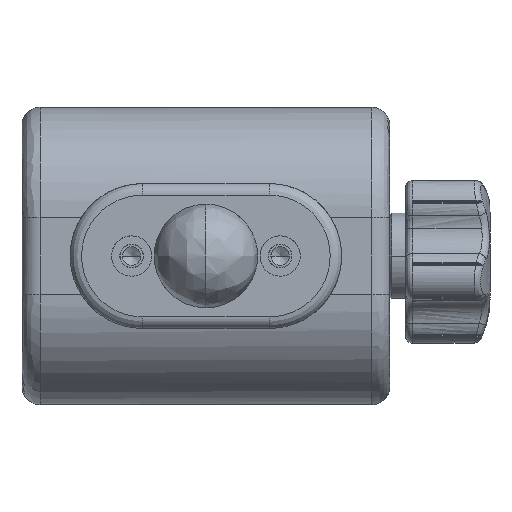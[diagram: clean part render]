
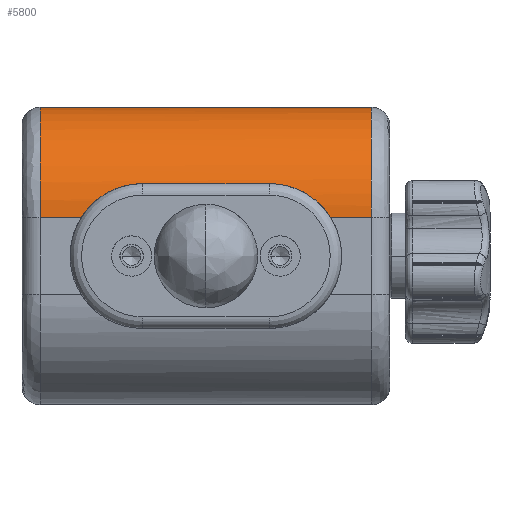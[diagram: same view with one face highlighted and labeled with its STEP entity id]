
A CAD part, left-side view. The second image highlights one B-rep face of the part: STEP entity #5800.
In plain terms, the highlighted free-form (B-spline) face has degree [2, 1] with [3, 2] control points.
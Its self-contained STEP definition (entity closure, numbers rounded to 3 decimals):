
#3268 = VERTEX_POINT('',#3269);
#3269 = CARTESIAN_POINT('',(116.399,64.762,15.003
    ));
#3276 = EDGE_CURVE('',#3277,#3268,#3279,.T.);
#3277 = VERTEX_POINT('',#3278);
#3278 = CARTESIAN_POINT('',(116.399,-64.762,15.003
    ));
#3279 = B_SPLINE_CURVE_WITH_KNOTS('',1,(#3280,#3281),.UNSPECIFIED.,.F.,
  .F.,(2,2),(0.,91.44),.PIECEWISE_BEZIER_KNOTS.);
#3280 = CARTESIAN_POINT('',(116.399,-64.762,15.003
    ));
#3281 = CARTESIAN_POINT('',(116.399,64.762,15.003
    ));
#3996 = VERTEX_POINT('',#3997);
#3997 = CARTESIAN_POINT('',(159.574,-64.762,
    58.177));
#5512 = VERTEX_POINT('',#5513);
#5513 = CARTESIAN_POINT('',(159.574,64.762,
    58.177));
#5557 = EDGE_CURVE('',#3996,#5512,#5558,.T.);
#5558 = B_SPLINE_CURVE_WITH_KNOTS('',1,(#5559,#5560),.UNSPECIFIED.,.F.,
  .F.,(2,2),(0.,91.44),.PIECEWISE_BEZIER_KNOTS.);
#5559 = CARTESIAN_POINT('',(159.574,-64.762,
    58.177));
#5560 = CARTESIAN_POINT('',(159.574,64.762,
    58.177));
#5800 = ADVANCED_FACE('',(#5801),#5817,.T.);
#5801 = FACE_BOUND('',#5802,.T.);
#5802 = EDGE_LOOP('',(#5803,#5809,#5810,#5816));
#5803 = ORIENTED_EDGE('',*,*,#5804,.F.);
#5804 = EDGE_CURVE('',#3996,#3277,#5805,.T.);
#5805 = ( BOUNDED_CURVE() B_SPLINE_CURVE(2,(#5806,#5807,#5808),
.UNSPECIFIED.,.F.,.F.) B_SPLINE_CURVE_WITH_KNOTS((3,3),(0.,
1.571),.PIECEWISE_BEZIER_KNOTS.) CURVE() 
GEOMETRIC_REPRESENTATION_ITEM() RATIONAL_B_SPLINE_CURVE((1.,
0.707,1.)) REPRESENTATION_ITEM('') );
#5806 = CARTESIAN_POINT('',(159.574,-64.762,
    58.177));
#5807 = CARTESIAN_POINT('',(116.399,-64.762,58.177
    ));
#5808 = CARTESIAN_POINT('',(116.399,-64.762,15.003
    ));
#5809 = ORIENTED_EDGE('',*,*,#5557,.T.);
#5810 = ORIENTED_EDGE('',*,*,#5811,.F.);
#5811 = EDGE_CURVE('',#3268,#5512,#5812,.T.);
#5812 = ( BOUNDED_CURVE() B_SPLINE_CURVE(2,(#5813,#5814,#5815),
.UNSPECIFIED.,.F.,.F.) B_SPLINE_CURVE_WITH_KNOTS((3,3),(0.,
1.571),.PIECEWISE_BEZIER_KNOTS.) CURVE() 
GEOMETRIC_REPRESENTATION_ITEM() RATIONAL_B_SPLINE_CURVE((1.,
0.707,1.)) REPRESENTATION_ITEM('') );
#5813 = CARTESIAN_POINT('',(116.399,64.762,15.003
    ));
#5814 = CARTESIAN_POINT('',(116.399,64.762,58.177
    ));
#5815 = CARTESIAN_POINT('',(159.574,64.762,
    58.177));
#5816 = ORIENTED_EDGE('',*,*,#3276,.F.);
#5817 = ( BOUNDED_SURFACE() B_SPLINE_SURFACE(2,1,(
    (#5818,#5819)
    ,(#5820,#5821)
    ,(#5822,#5823
)),.UNSPECIFIED.,.F.,.F.,.F.) B_SPLINE_SURFACE_WITH_KNOTS((3,3),(2,2),(
    0.,1.571),(137.526,228.966),.PIECEWISE_BEZIER_KNOTS.) 
GEOMETRIC_REPRESENTATION_ITEM() RATIONAL_B_SPLINE_SURFACE((
    (1.,1.)
    ,(0.707,0.707)
,(1.,1.))) REPRESENTATION_ITEM('') SURFACE() );
#5818 = CARTESIAN_POINT('',(116.399,-64.762,15.003
    ));
#5819 = CARTESIAN_POINT('',(116.399,64.762,15.003
    ));
#5820 = CARTESIAN_POINT('',(116.399,-64.762,58.177
    ));
#5821 = CARTESIAN_POINT('',(116.399,64.762,58.177
    ));
#5822 = CARTESIAN_POINT('',(159.574,-64.762,
    58.177));
#5823 = CARTESIAN_POINT('',(159.574,64.762,
    58.177));
